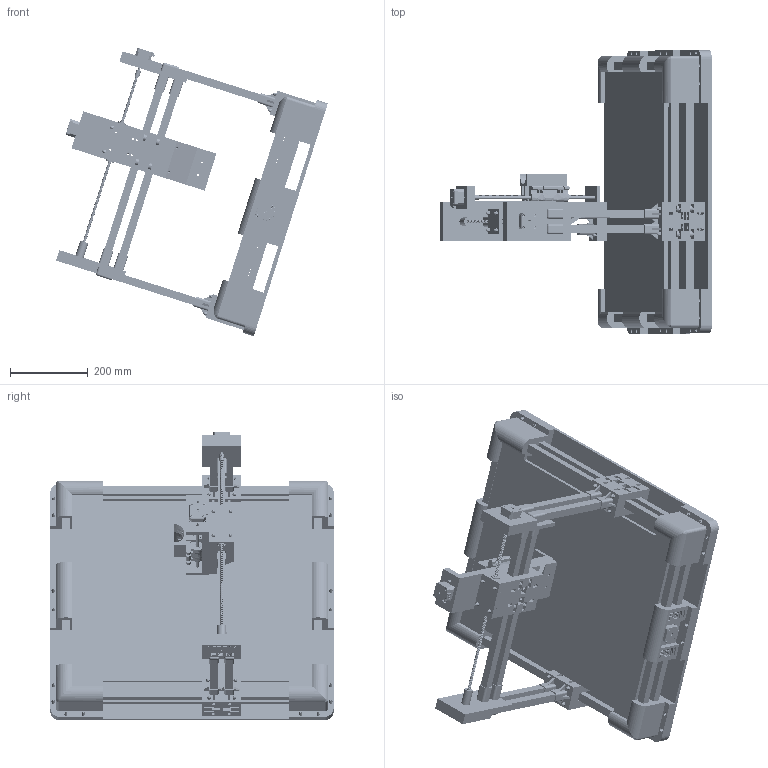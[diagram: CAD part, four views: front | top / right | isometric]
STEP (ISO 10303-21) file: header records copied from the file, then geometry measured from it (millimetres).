
FILE_DESCRIPTION(/* description */ (''),/* implementation_level */ '2;1');
FILE_NAME(/* name */ 'cnc machine .step',/* time_stamp */ '2020-09-12T11:59:08+01:00',/* author */ (''),/* organization */ (''),/* preprocessor_version */ 'ST-DEVELOPER v18.1',/* originating_system */ 'Autodesk Translation Framework v9.3.0.1241',/* authorisation */ '');
FILE_SCHEMA (('AUTOMOTIVE_DESIGN { 1 0 10303 214 3 1 1 }'));
Products named in the file (73): cnc machine; y screw;  nut;  nut_1; slider; tube square; Component12;  nut_2;  nut_3; corner; square tubing; square tubing(Mirror); corner(Mirror); corner(Mirror) (1); square tubing(Mirror) (1); square tubing(Mirror)(Mirror); corner(Mirror)(Mirror); middle motor; middle motor (1); tube side; tube side(Mirror); tube side(Mirror) (1); tube side(Mirror)(Mirror); middle motor(Mirror); Nema17 Stepper Motor v1(Mirror); tube side(Mirror) (2); tube side(Mirror)(Mirror) (1); tube side(Mirror) (1)(Mirror); tube side(Mirror)(Mirror)(Mirror); Flex v1; slider top cover; cover(Mirror); up tube; slider (1); slider (1)(Mirror); upper tube; upper tube(Mirror); bottom plateau; TOP PLATEAU; bearing 17 ...
Assembly tree (179 placements, depth 4):
  cnc machine
    y screw
      leadscrew
     nut
      Component2
     nut_1
      Component2
    slider
    tube square
      Component12
     nut_2
      Component2
     nut_3
      Component2
    corner
    square tubing
    square tubing(Mirror)
    corner(Mirror)
    corner(Mirror) (1)
    square tubing(Mirror) (1)
    square tubing(Mirror)(Mirror)
    corner(Mirror)(Mirror)
    middle motor
      Nema17 Stepper Motor
      middle motor (1)
    tube side
    tube side(Mirror)
    tube side(Mirror) (1)
    tube side(Mirror)(Mirror)
    middle motor(Mirror)
      Nema17 Stepper Motor v1(Mirror)
    tube side(Mirror) (2)
    tube side(Mirror)(Mirror) (1)
    tube side(Mirror) (1)(Mirror)
    tube side(Mirror)(Mirror)(Mirror)
    Flex v1
      Flex
    side slider  x6
    bearing  x34
    slider top cover
    up tube  x4
    cover(Mirror)
    slider (1)
    slider (1)(Mirror)
    upper tube
    upper tube(Mirror)
    bottom plateau
    TOP PLATEAU
    bearing 17
    Nema17 Stepper Motor  x2
    Flex v1_1
      Flex
    y screw_1
      leadscrew
    z slider
    Flex v1_2
      Flex
    x screw
     nut_4
      Component2
Bounding box: 700.38 x 730 x 743.82 mm (x, y, z)
Volume: 16851689.1 mm3; surface area: 4428468.7 mm2
Topology: 637 solids, 637 shells, 8459 faces, 22506 edges, 14646 vertices
Faces by surface type: plane 3056, cylinder 2755, bspline 1694, sphere 432, cone 387, torus 135
Full cylindrical faces by diameter (mm): 2.5 x108, 3.961 x72, 4 x33, 4.2 x32, 4.8 x3, 5 x153, 5.25 x3, 5.4 x12, 5.5 x6, 5.799 x368, 6 x12, 6.595 x24, 7 x3, 7.874 x294, 8 x88, 8.1 x12, 8.25 x4, 8.5 x3, 8.6 x8, 9 x3, 9.5 x3, 9.75 x3, 9.85 x120, 10 x37, 11 x3, 11.45 x120, 11.8 x4, 12.5 x15, 12.6 x16, 13 x16
Entity records: 246919 total; most frequent: CARTESIAN_POINT 148703, ORIENTED_EDGE 22826, DIRECTION 14809, EDGE_CURVE 11413, VERTEX_POINT 7578, LINE 5885, VECTOR 5885, EDGE_LOOP 4819
